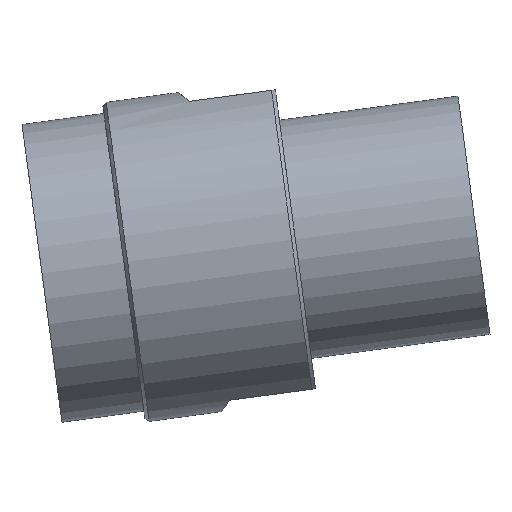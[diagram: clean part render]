
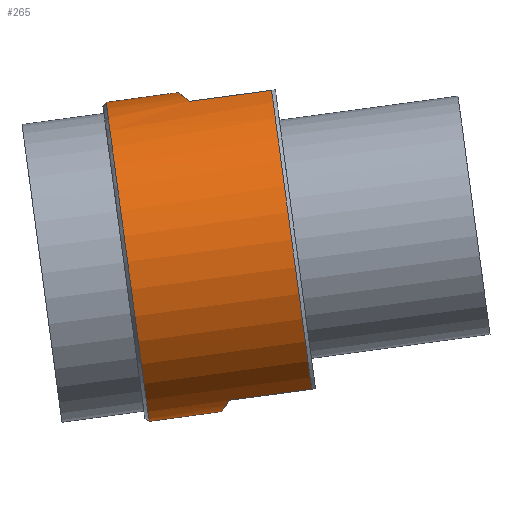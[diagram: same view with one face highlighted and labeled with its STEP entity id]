
A CAD part, left-side view. The second image highlights one B-rep face of the part: STEP entity #265.
In plain terms, the highlighted cylindrical face has radius 17.018 mm (diameter 34.036 mm), a full revolution.
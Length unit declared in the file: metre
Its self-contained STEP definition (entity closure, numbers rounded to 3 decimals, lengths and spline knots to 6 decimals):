
#33=ELLIPSE('',#302,0.024067,0.017018);
#34=ELLIPSE('',#304,0.024067,0.017018);
#35=LINE('',#451,#43);
#36=LINE('',#456,#44);
#37=LINE('',#460,#45);
#38=LINE('',#464,#46);
#43=VECTOR('',#342,1.);
#44=VECTOR('',#345,1.);
#45=VECTOR('',#348,1.);
#46=VECTOR('',#351,1.);
#52=B_SPLINE_CURVE_WITH_KNOTS('',3,(#427,#428,#429,#430,#431,#432,#433,
#434,#435,#436,#437,#438,#439,#440,#441,#442,#443,#444,#445,#446,#447),
 .UNSPECIFIED.,.T.,.F.,(1,1,1,1,1,1,1,1,1,1,1,1,1,1,1,1,1,1,1,1,1,1,1,1,
1),(-0.173772,-0.1169,-0.059951,0.,0.059375,
0.121719,0.184211,0.246711,0.271057,0.326344,
0.383178,0.440089,0.497004,0.559225,
0.621711,0.684211,0.746711,0.770912,
0.826228,0.8831,0.940049,1.,1.059375,1.121719,
1.184211),.UNSPECIFIED.);
#61=ORIENTED_EDGE('',*,*,#123,.T.);
#62=ORIENTED_EDGE('',*,*,#124,.T.);
#63=ORIENTED_EDGE('',*,*,#125,.T.);
#64=ORIENTED_EDGE('',*,*,#126,.T.);
#65=ORIENTED_EDGE('',*,*,#127,.F.);
#66=ORIENTED_EDGE('',*,*,#128,.F.);
#67=ORIENTED_EDGE('',*,*,#129,.T.);
#68=ORIENTED_EDGE('',*,*,#130,.T.);
#69=ORIENTED_EDGE('',*,*,#131,.F.);
#70=ORIENTED_EDGE('',*,*,#132,.F.);
#123=EDGE_CURVE('',#154,#154,#52,.T.);
#124=EDGE_CURVE('',#155,#155,#178,.T.);
#125=EDGE_CURVE('',#156,#157,#35,.T.);
#126=EDGE_CURVE('',#157,#158,#179,.F.);
#127=EDGE_CURVE('',#159,#158,#36,.T.);
#128=EDGE_CURVE('',#160,#159,#33,.T.);
#129=EDGE_CURVE('',#160,#161,#37,.T.);
#130=EDGE_CURVE('',#161,#162,#180,.F.);
#131=EDGE_CURVE('',#163,#162,#38,.T.);
#132=EDGE_CURVE('',#156,#163,#34,.T.);
#154=VERTEX_POINT('',#448);
#155=VERTEX_POINT('',#450);
#156=VERTEX_POINT('',#452);
#157=VERTEX_POINT('',#453);
#158=VERTEX_POINT('',#455);
#159=VERTEX_POINT('',#457);
#160=VERTEX_POINT('',#459);
#161=VERTEX_POINT('',#461);
#162=VERTEX_POINT('',#463);
#163=VERTEX_POINT('',#465);
#178=CIRCLE('',#300,0.017018);
#179=CIRCLE('',#301,0.017018);
#180=CIRCLE('',#303,0.017018);
#193=EDGE_LOOP('',(#61));
#194=EDGE_LOOP('',(#62));
#195=EDGE_LOOP('',(#63,#64,#65,#66,#67,#68,#69,#70));
#227=FACE_BOUND('',#193,.T.);
#228=FACE_BOUND('',#194,.T.);
#229=FACE_BOUND('',#195,.T.);
#259=CYLINDRICAL_SURFACE('',#299,0.017018);
#265=ADVANCED_FACE('',(#227,#228,#229),#259,.T.);
#299=AXIS2_PLACEMENT_3D('',#426,#338,#339);
#300=AXIS2_PLACEMENT_3D('',#449,#340,#341);
#301=AXIS2_PLACEMENT_3D('',#454,#343,#344);
#302=AXIS2_PLACEMENT_3D('',#458,#346,#347);
#303=AXIS2_PLACEMENT_3D('',#462,#349,#350);
#304=AXIS2_PLACEMENT_3D('',#466,#352,#353);
#338=DIRECTION('',(0.,0.991,-0.133));
#339=DIRECTION('',(1.,0.,0.));
#340=DIRECTION('',(0.,-0.991,0.133));
#341=DIRECTION('',(-1.,0.,0.));
#342=DIRECTION('',(0.,-0.991,0.133));
#343=DIRECTION('',(0.,-0.991,0.133));
#344=DIRECTION('',(-1.,0.,0.));
#345=DIRECTION('',(0.,-0.991,0.133));
#346=DIRECTION('',(0.,-0.607,0.795));
#347=DIRECTION('',(0.,0.795,0.607));
#348=DIRECTION('',(0.,-0.991,0.133));
#349=DIRECTION('',(0.,-0.991,0.133));
#350=DIRECTION('',(-1.,0.,0.));
#351=DIRECTION('',(0.,-0.991,0.133));
#352=DIRECTION('',(0.,-0.795,-0.607));
#353=DIRECTION('',(0.,0.607,-0.795));
#426=CARTESIAN_POINT('',(0.4572,-0.625874,-0.067603));
#427=CARTESIAN_POINT('',(0.474084,-0.61767,-0.066537));
#428=CARTESIAN_POINT('',(0.474041,-0.616815,-0.06635));
#429=CARTESIAN_POINT('',(0.474048,-0.615937,-0.066518));
#430=CARTESIAN_POINT('',(0.474102,-0.615166,-0.067016));
#431=CARTESIAN_POINT('',(0.474175,-0.614643,-0.067799));
#432=CARTESIAN_POINT('',(0.474213,-0.614478,-0.068548));
#433=CARTESIAN_POINT('',(0.474221,-0.614518,-0.069268));
#434=CARTESIAN_POINT('',(0.474205,-0.614721,-0.069936));
#435=CARTESIAN_POINT('',(0.474149,-0.615228,-0.070633));
#436=CARTESIAN_POINT('',(0.474085,-0.615939,-0.071098));
#437=CARTESIAN_POINT('',(0.474041,-0.616792,-0.071293));
#438=CARTESIAN_POINT('',(0.474047,-0.617674,-0.071134));
#439=CARTESIAN_POINT('',(0.474102,-0.618456,-0.070628));
#440=CARTESIAN_POINT('',(0.474175,-0.618981,-0.069842));
#441=CARTESIAN_POINT('',(0.474213,-0.619144,-0.069094));
#442=CARTESIAN_POINT('',(0.474221,-0.619105,-0.068374));
#443=CARTESIAN_POINT('',(0.474205,-0.618902,-0.067707));
#444=CARTESIAN_POINT('',(0.474149,-0.618396,-0.067011));
#445=CARTESIAN_POINT('',(0.474084,-0.61767,-0.066537));
#446=CARTESIAN_POINT('',(0.474041,-0.616815,-0.06635));
#447=CARTESIAN_POINT('',(0.474048,-0.615937,-0.066518));
#448=CARTESIAN_POINT('',(0.474049,-0.616813,-0.066409));
#449=CARTESIAN_POINT('',(0.4572,-0.608142,-0.069987));
#450=CARTESIAN_POINT('',(0.440182,-0.608142,-0.069987));
#451=CARTESIAN_POINT('',(0.451235,-0.618935,-0.084618));
#452=CARTESIAN_POINT('',(0.451235,-0.618935,-0.084618));
#453=CARTESIAN_POINT('',(0.451235,-0.627604,-0.083453));
#454=CARTESIAN_POINT('',(0.4572,-0.625481,-0.067656));
#455=CARTESIAN_POINT('',(0.451235,-0.623357,-0.05186));
#456=CARTESIAN_POINT('',(0.451235,-0.614688,-0.053025));
#457=CARTESIAN_POINT('',(0.451235,-0.614688,-0.053025));
#458=CARTESIAN_POINT('',(0.4572,-0.632608,-0.066698));
#459=CARTESIAN_POINT('',(0.463165,-0.614688,-0.053025));
#460=CARTESIAN_POINT('',(0.463165,-0.614688,-0.053025));
#461=CARTESIAN_POINT('',(0.463165,-0.623357,-0.05186));
#462=CARTESIAN_POINT('',(0.4572,-0.625481,-0.067656));
#463=CARTESIAN_POINT('',(0.463165,-0.627604,-0.083453));
#464=CARTESIAN_POINT('',(0.463165,-0.618935,-0.084618));
#465=CARTESIAN_POINT('',(0.463165,-0.618935,-0.084618));
#466=CARTESIAN_POINT('',(0.4572,-0.632608,-0.066698));
